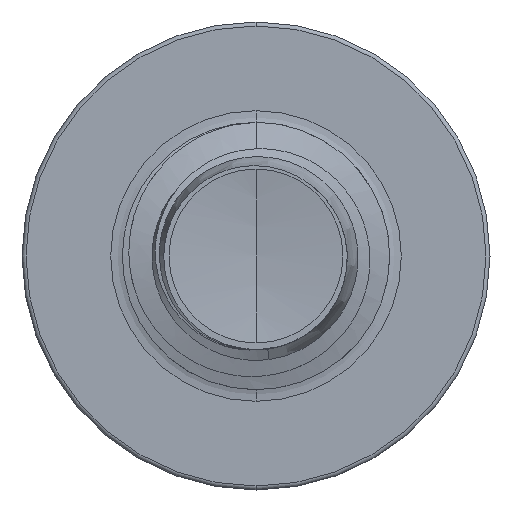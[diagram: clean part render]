
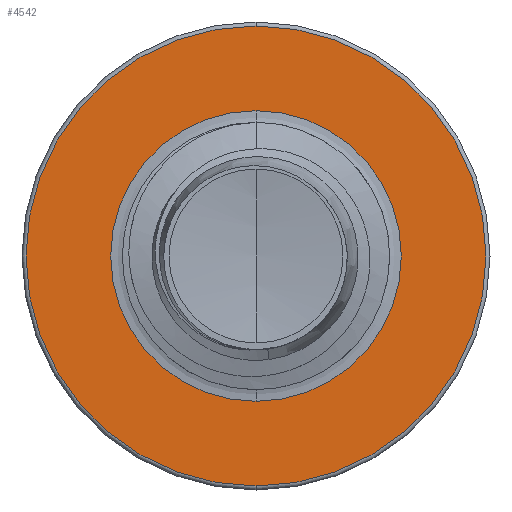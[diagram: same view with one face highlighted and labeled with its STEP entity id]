
A CAD part, front view. The second image highlights one B-rep face of the part: STEP entity #4542.
In plain terms, the highlighted planar face has unit normal (0, -1, 0).
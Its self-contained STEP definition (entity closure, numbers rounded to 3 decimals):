
#54 = VERTEX_POINT ( 'NONE', #9109 ) ;
#86 = EDGE_LOOP ( 'NONE', ( #10287, #5487 ) ) ;
#278 = ORIENTED_EDGE ( 'NONE', *, *, #6389, .F. ) ;
#1095 = VERTEX_POINT ( 'NONE', #3268 ) ;
#1250 = AXIS2_PLACEMENT_3D ( 'NONE', #7266, #1295, #8054 ) ;
#1269 = AXIS2_PLACEMENT_3D ( 'NONE', #10299, #5551, #10994 ) ;
#1295 = DIRECTION ( 'NONE',  ( 0., 1., 0. ) ) ;
#2209 = CARTESIAN_POINT ( 'NONE',  ( 0., 3.5, 2.174 ) ) ;
#2295 = FACE_BOUND ( 'NONE', #86, .T. ) ;
#2341 = FACE_OUTER_BOUND ( 'NONE', #6101, .T. ) ;
#2660 = AXIS2_PLACEMENT_3D ( 'NONE', #6193, #6177, #6159 ) ;
#2762 = AXIS2_PLACEMENT_3D ( 'NONE', #9392, #9357, #9211 ) ;
#3200 = AXIS2_PLACEMENT_3D ( 'NONE', #4183, #4159, #4158 ) ;
#3262 = CARTESIAN_POINT ( 'NONE',  ( 0., 3.5, 3.44 ) ) ;
#3268 = CARTESIAN_POINT ( 'NONE',  ( 0., 3.5, -2.174 ) ) ;
#3748 = VERTEX_POINT ( 'NONE', #3262 ) ;
#4158 = DIRECTION ( 'NONE',  ( 0., 0., 1. ) ) ;
#4159 = DIRECTION ( 'NONE',  ( 0., 1., 0. ) ) ;
#4183 = CARTESIAN_POINT ( 'NONE',  ( 0., 3.5, -2.174 ) ) ;
#4219 = PLANE ( 'NONE',  #3200 ) ;
#4427 = CIRCLE ( 'NONE', #2762, 3.44 ) ;
#4542 = ADVANCED_FACE ( 'NONE', ( #2341, #2295 ), #4219, .F. ) ;
#5487 = ORIENTED_EDGE ( 'NONE', *, *, #6557, .T. ) ;
#5551 = DIRECTION ( 'NONE',  ( 0., 1., 0. ) ) ;
#6101 = EDGE_LOOP ( 'NONE', ( #278, #10486 ) ) ;
#6159 = DIRECTION ( 'NONE',  ( 0., 0., 1. ) ) ;
#6177 = DIRECTION ( 'NONE',  ( 0., 1., 0. ) ) ;
#6193 = CARTESIAN_POINT ( 'NONE',  ( 0., 3.5, 0. ) ) ;
#6389 = EDGE_CURVE ( 'NONE', #3748, #54, #4427, .T. ) ;
#6557 = EDGE_CURVE ( 'NONE', #1095, #10219, #9938, .T. ) ;
#7266 = CARTESIAN_POINT ( 'NONE',  ( 0., 3.5, 0. ) ) ;
#8054 = DIRECTION ( 'NONE',  ( 0., 0., 1. ) ) ;
#9022 = EDGE_CURVE ( 'NONE', #10219, #1095, #9557, .T. ) ;
#9034 = EDGE_CURVE ( 'NONE', #54, #3748, #9660, .T. ) ;
#9109 = CARTESIAN_POINT ( 'NONE',  ( 0., 3.5, -3.44 ) ) ;
#9211 = DIRECTION ( 'NONE',  ( 0., 0., 1. ) ) ;
#9357 = DIRECTION ( 'NONE',  ( 0., 1., 0. ) ) ;
#9392 = CARTESIAN_POINT ( 'NONE',  ( 0., 3.5, 0. ) ) ;
#9557 = CIRCLE ( 'NONE', #1269, 2.174 ) ;
#9660 = CIRCLE ( 'NONE', #1250, 3.44 ) ;
#9938 = CIRCLE ( 'NONE', #2660, 2.174 ) ;
#10219 = VERTEX_POINT ( 'NONE', #2209 ) ;
#10287 = ORIENTED_EDGE ( 'NONE', *, *, #9022, .T. ) ;
#10299 = CARTESIAN_POINT ( 'NONE',  ( 0., 3.5, 0. ) ) ;
#10486 = ORIENTED_EDGE ( 'NONE', *, *, #9034, .F. ) ;
#10994 = DIRECTION ( 'NONE',  ( 0., 0., 1. ) ) ;
